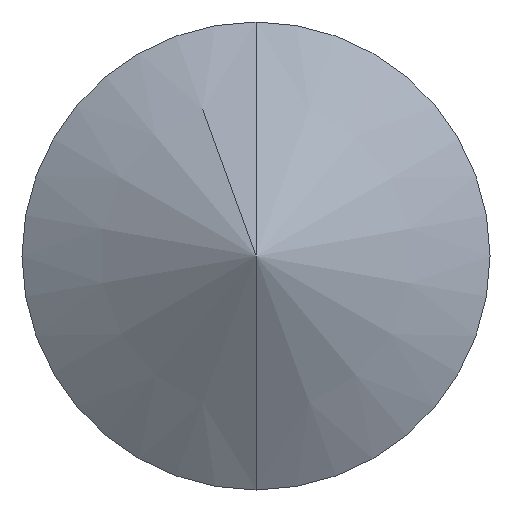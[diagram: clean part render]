
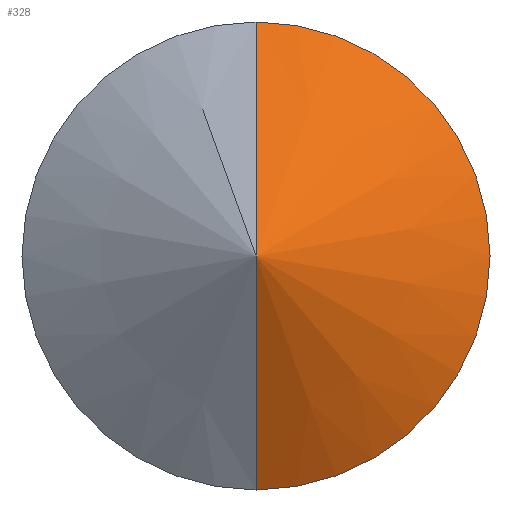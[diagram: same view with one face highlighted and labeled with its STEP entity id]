
A CAD part, front view. The second image highlights one B-rep face of the part: STEP entity #328.
In plain terms, the highlighted conical face has half-angle 60 degrees and reference radius 1732.05 mm.
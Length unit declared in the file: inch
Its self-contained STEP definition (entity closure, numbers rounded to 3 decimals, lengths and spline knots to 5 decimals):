
#8 = CARTESIAN_POINT ( 'NONE',  ( 0., 0., 0. ) ) ;
#14 = ORIENTED_EDGE ( 'NONE', *, *, #265, .T. ) ;
#24 = DIRECTION ( 'NONE',  ( 0., -1., 0. ) ) ;
#46 = DIRECTION ( 'NONE',  ( 0., 0.5, -0.866 ) ) ;
#54 = AXIS2_PLACEMENT_3D ( 'NONE', #138, #212, #58 ) ;
#58 = DIRECTION ( 'NONE',  ( 0., 0., 1. ) ) ;
#70 = ORIENTED_EDGE ( 'NONE', *, *, #201, .F. ) ;
#79 = VERTEX_POINT ( 'NONE', #295 ) ;
#100 = VECTOR ( 'NONE', #46, 39.37008 ) ;
#101 = DIRECTION ( 'NONE',  ( 0., 0., -1. ) ) ;
#115 = CONICAL_SURFACE ( 'NONE', #54, 68.19098, 1.047 ) ;
#128 = ORIENTED_EDGE ( 'NONE', *, *, #319, .T. ) ;
#135 = FACE_OUTER_BOUND ( 'NONE', #210, .T. ) ;
#138 = CARTESIAN_POINT ( 'NONE',  ( 0., 39.37008, 0. ) ) ;
#150 = VECTOR ( 'NONE', #258, 39.37008 ) ;
#153 = CARTESIAN_POINT ( 'NONE',  ( 0., 0.07217, -0.125 ) ) ;
#191 = CIRCLE ( 'NONE', #214, 0.125 ) ;
#201 = EDGE_CURVE ( 'NONE', #79, #325, #226, .T. ) ;
#210 = EDGE_LOOP ( 'NONE', ( #70, #14, #128 ) ) ;
#212 = DIRECTION ( 'NONE',  ( 0., 1., 0. ) ) ;
#214 = AXIS2_PLACEMENT_3D ( 'NONE', #263, #24, #101 ) ;
#226 = LINE ( 'NONE', #8, #150 ) ;
#227 = VERTEX_POINT ( 'NONE', #153 ) ;
#258 = DIRECTION ( 'NONE',  ( 0., 0.5, 0.866 ) ) ;
#263 = CARTESIAN_POINT ( 'NONE',  ( 0., 0.07217, 0. ) ) ;
#265 = EDGE_CURVE ( 'NONE', #79, #227, #321, .T. ) ;
#295 = CARTESIAN_POINT ( 'NONE',  ( 0., 0., 0. ) ) ;
#298 = CARTESIAN_POINT ( 'NONE',  ( 0., 0.07217, 0.125 ) ) ;
#319 = EDGE_CURVE ( 'NONE', #227, #325, #191, .T. ) ;
#321 = LINE ( 'NONE', #346, #100 ) ;
#325 = VERTEX_POINT ( 'NONE', #298 ) ;
#328 = ADVANCED_FACE ( 'NONE', ( #135 ), #115, .T. ) ;
#346 = CARTESIAN_POINT ( 'NONE',  ( 0., 0., 0. ) ) ;
